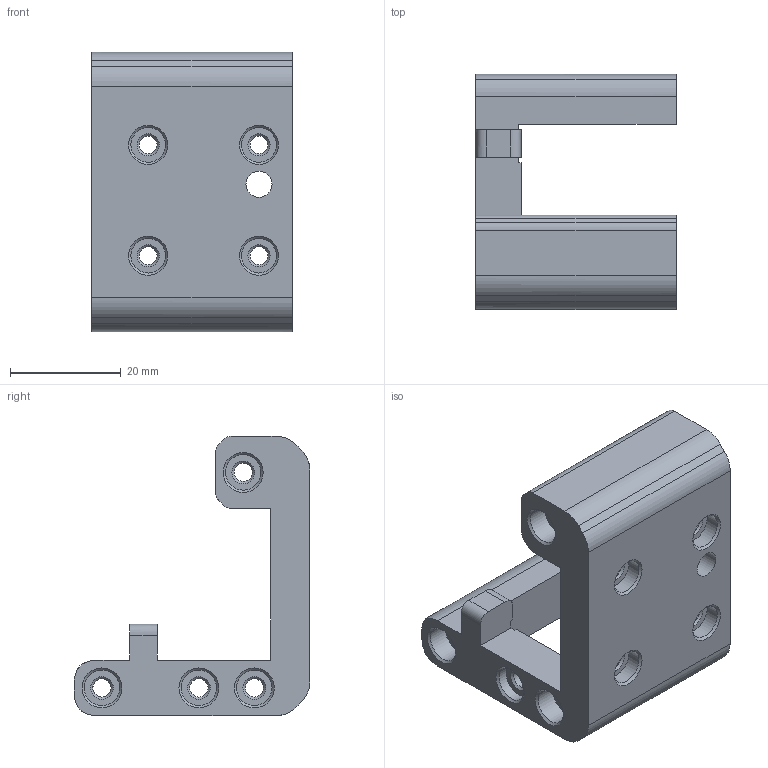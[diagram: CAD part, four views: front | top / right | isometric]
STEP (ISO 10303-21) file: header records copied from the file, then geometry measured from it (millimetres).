
FILE_DESCRIPTION(/* description */ ('STEP AP242','CAx-IF Rec.Pracs.---Representation and Presentation of Product Manufacturing Information (PMI)---4.0---2014-10-13','CAx-IF Rec.Pracs.---3D Tessellated Geometry---0.4---2014-09-14','2;1'),/* implementation_level */ '2;1');
FILE_NAME(/* name */ '635eb622fc832d756ab27472',/* time_stamp */ '2022-10-30T17:36:34+00:00',/* author */ (''),/* organization */ (''),/* preprocessor_version */ 'ST-DEVELOPER v18.102',/* originating_system */ ' ',/* authorisation */ ' ');
FILE_SCHEMA (('AP242_MANAGED_MODEL_BASED_3D_ENGINEERING_MIM_LF { 1 0 10303 442 1 1 4 }'));
Length unit declared in the file: metre
Products named in the file (1): CarriageA
Bounding box: 36.18 x 42.5 x 50.4 mm (x, y, z)
Volume: 22194.5 mm3; surface area: 9952 mm2
Topology: 1 solids, 1 shells, 85 faces, 215 edges, 139 vertices
Faces by surface type: plane 34, cone 20, cylinder 17, bspline 14
Full cylindrical faces by diameter (mm): 3.2 x4, 3.3 x4, 4.7 x1, 6.25 x4, 6.4 x4
Entity records: 2425 total; most frequent: CARTESIAN_POINT 572, ORIENTED_EDGE 340, DIRECTION 339, EDGE_CURVE 170, EDGE_LOOP 147, FACE_BOUND 147, VERTEX_POINT 131, AXIS2_PLACEMENT_3D 126
